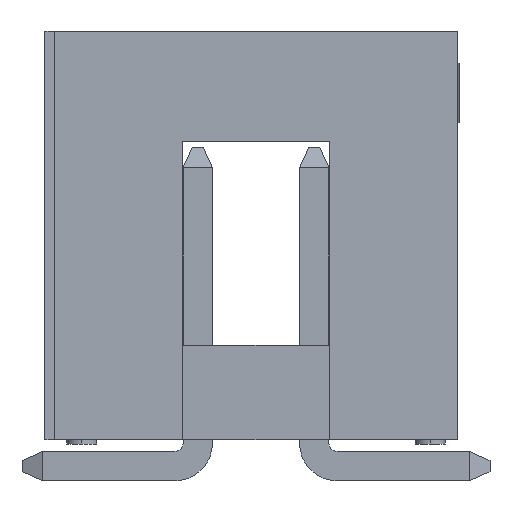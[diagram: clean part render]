
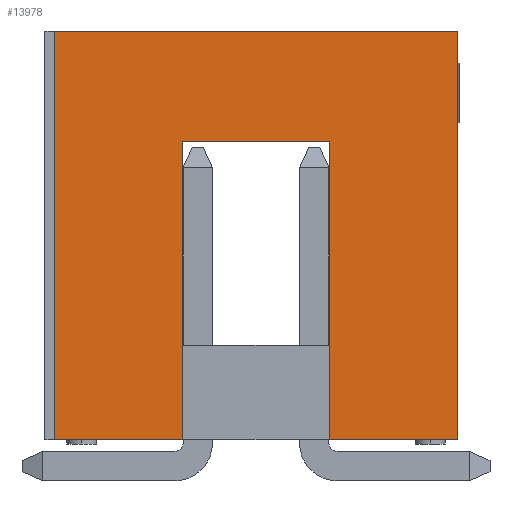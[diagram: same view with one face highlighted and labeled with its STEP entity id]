
A CAD part, front view. The second image highlights one B-rep face of the part: STEP entity #13978.
In plain terms, the highlighted face is planar.
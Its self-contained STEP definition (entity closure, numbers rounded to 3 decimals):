
#860=FACE_OUTER_BOUND('',#1399,.T.);
#1399=EDGE_LOOP('',(#11186,#11187,#11188,#11189,#11190,#11191,#11192,#11193));
#2014=LINE('',#20262,#4190);
#2015=LINE('',#20264,#4191);
#2016=LINE('',#20266,#4192);
#2017=LINE('',#20268,#4193);
#2018=LINE('',#20270,#4194);
#2019=LINE('',#20272,#4195);
#2020=LINE('',#20274,#4196);
#2021=LINE('',#20275,#4197);
#4190=VECTOR('',#16472,3.2);
#4191=VECTOR('',#16473,6.5);
#4192=VECTOR('',#16474,2.8);
#4193=VECTOR('',#16475,8.9);
#4194=VECTOR('',#16476,8.8);
#4195=VECTOR('',#16477,8.9);
#4196=VECTOR('',#16478,2.8);
#4197=VECTOR('',#16479,6.5);
#6370=VERTEX_POINT('',#20260);
#6371=VERTEX_POINT('',#20261);
#6372=VERTEX_POINT('',#20263);
#6373=VERTEX_POINT('',#20265);
#6374=VERTEX_POINT('',#20267);
#6375=VERTEX_POINT('',#20269);
#6376=VERTEX_POINT('',#20271);
#6377=VERTEX_POINT('',#20273);
#8778=EDGE_CURVE('',#6370,#6371,#2014,.T.);
#8779=EDGE_CURVE('',#6371,#6372,#2015,.T.);
#8780=EDGE_CURVE('',#6372,#6373,#2016,.T.);
#8781=EDGE_CURVE('',#6373,#6374,#2017,.T.);
#8782=EDGE_CURVE('',#6374,#6375,#2018,.T.);
#8783=EDGE_CURVE('',#6375,#6376,#2019,.T.);
#8784=EDGE_CURVE('',#6376,#6377,#2020,.T.);
#8785=EDGE_CURVE('',#6377,#6370,#2021,.T.);
#11186=ORIENTED_EDGE('',*,*,#8778,.T.);
#11187=ORIENTED_EDGE('',*,*,#8779,.T.);
#11188=ORIENTED_EDGE('',*,*,#8780,.T.);
#11189=ORIENTED_EDGE('',*,*,#8781,.T.);
#11190=ORIENTED_EDGE('',*,*,#8782,.T.);
#11191=ORIENTED_EDGE('',*,*,#8783,.T.);
#11192=ORIENTED_EDGE('',*,*,#8784,.T.);
#11193=ORIENTED_EDGE('',*,*,#8785,.T.);
#13507=PLANE('',#15589);
#13978=ADVANCED_FACE('',(#860),#13507,.T.);
#15589=AXIS2_PLACEMENT_3D('',#20259,#16470,#16471);
#16470=DIRECTION('center_axis',(-1.,0.,0.));
#16471=DIRECTION('ref_axis',(0.,0.,1.));
#16472=DIRECTION('',(0.,0.,1.));
#16473=DIRECTION('',(0.,-1.,0.));
#16474=DIRECTION('',(0.,0.,1.));
#16475=DIRECTION('',(0.,1.,0.));
#16476=DIRECTION('',(0.,0.,-1.));
#16477=DIRECTION('',(0.,-1.,0.));
#16478=DIRECTION('',(0.,0.,1.));
#16479=DIRECTION('',(0.,1.,0.));
#20259=CARTESIAN_POINT('Origin',(-20.32,-0.178,0.));
#20260=CARTESIAN_POINT('',(-20.32,6.5,-1.6));
#20261=CARTESIAN_POINT('',(-20.32,6.5,1.6));
#20262=CARTESIAN_POINT('',(-20.32,6.5,-1.6));
#20263=CARTESIAN_POINT('',(-20.32,0.,1.6));
#20264=CARTESIAN_POINT('',(-20.32,6.5,1.6));
#20265=CARTESIAN_POINT('',(-20.32,0.,4.4));
#20266=CARTESIAN_POINT('',(-20.32,0.,1.6));
#20267=CARTESIAN_POINT('',(-20.32,8.9,4.4));
#20268=CARTESIAN_POINT('',(-20.32,0.,4.4));
#20269=CARTESIAN_POINT('',(-20.32,8.9,-4.4));
#20270=CARTESIAN_POINT('',(-20.32,8.9,4.4));
#20271=CARTESIAN_POINT('',(-20.32,0.,-4.4));
#20272=CARTESIAN_POINT('',(-20.32,8.9,-4.4));
#20273=CARTESIAN_POINT('',(-20.32,0.,-1.6));
#20274=CARTESIAN_POINT('',(-20.32,0.,-4.4));
#20275=CARTESIAN_POINT('',(-20.32,0.,-1.6));
